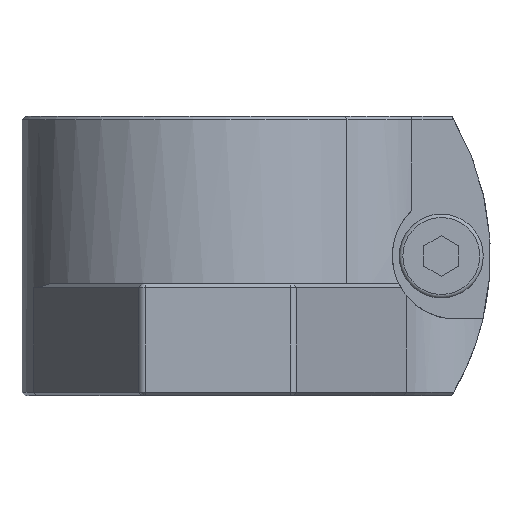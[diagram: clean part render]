
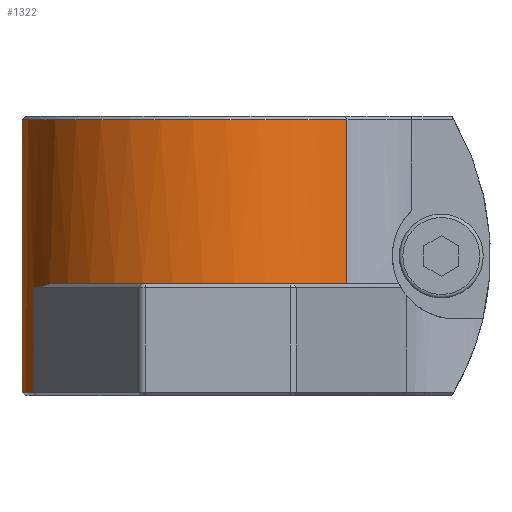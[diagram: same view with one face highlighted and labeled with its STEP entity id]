
A CAD part, left-side view. The second image highlights one B-rep face of the part: STEP entity #1322.
In plain terms, the highlighted cylindrical face has radius 28 mm (diameter 56 mm), a partial arc.
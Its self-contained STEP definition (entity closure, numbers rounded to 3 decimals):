
#21=ELLIPSE('',#1488,39.598,28.);
#22=ELLIPSE('',#1490,39.598,28.);
#81=CYLINDRICAL_SURFACE('',#1486,28.);
#123=LINE('',#2114,#229);
#162=LINE('',#2285,#268);
#164=LINE('',#2291,#270);
#165=LINE('',#2294,#271);
#229=VECTOR('',#1672,1000.);
#268=VECTOR('',#1809,1000.);
#270=VECTOR('',#1815,1000.);
#271=VECTOR('',#1818,1000.);
#504=ORIENTED_EDGE('',*,*,#818,.T.);
#505=ORIENTED_EDGE('',*,*,#820,.T.);
#506=ORIENTED_EDGE('',*,*,#821,.F.);
#507=ORIENTED_EDGE('',*,*,#822,.F.);
#508=ORIENTED_EDGE('',*,*,#781,.F.);
#509=ORIENTED_EDGE('',*,*,#823,.F.);
#510=ORIENTED_EDGE('',*,*,#824,.T.);
#511=ORIENTED_EDGE('',*,*,#741,.T.);
#512=ORIENTED_EDGE('',*,*,#730,.F.);
#513=ORIENTED_EDGE('',*,*,#825,.F.);
#730=EDGE_CURVE('',#908,#909,#1003,.F.);
#741=EDGE_CURVE('',#915,#909,#123,.T.);
#781=EDGE_CURVE('',#947,#948,#1023,.F.);
#818=EDGE_CURVE('',#975,#974,#162,.T.);
#820=EDGE_CURVE('',#974,#976,#1037,.T.);
#821=EDGE_CURVE('',#977,#976,#164,.T.);
#822=EDGE_CURVE('',#948,#977,#21,.F.);
#823=EDGE_CURVE('',#978,#947,#165,.T.);
#824=EDGE_CURVE('',#978,#915,#1038,.F.);
#825=EDGE_CURVE('',#975,#908,#22,.F.);
#908=VERTEX_POINT('',#2084);
#909=VERTEX_POINT('',#2086);
#915=VERTEX_POINT('',#2115);
#947=VERTEX_POINT('',#2206);
#948=VERTEX_POINT('',#2208);
#974=VERTEX_POINT('',#2284);
#975=VERTEX_POINT('',#2286);
#976=VERTEX_POINT('',#2290);
#977=VERTEX_POINT('',#2292);
#978=VERTEX_POINT('',#2295);
#1003=CIRCLE('',#1429,28.);
#1023=CIRCLE('',#1461,28.);
#1037=CIRCLE('',#1487,28.);
#1038=CIRCLE('',#1489,28.);
#1099=EDGE_LOOP('',(#504,#505,#506,#507,#508,#509,#510,#511,#512,#513));
#1197=FACE_BOUND('',#1099,.T.);
#1322=ADVANCED_FACE('',(#1197),#81,.T.);
#1429=AXIS2_PLACEMENT_3D('',#2085,#1651,#1652);
#1461=AXIS2_PLACEMENT_3D('',#2207,#1738,#1739);
#1486=AXIS2_PLACEMENT_3D('',#2288,#1811,#1812);
#1487=AXIS2_PLACEMENT_3D('',#2289,#1813,#1814);
#1488=AXIS2_PLACEMENT_3D('',#2293,#1816,#1817);
#1489=AXIS2_PLACEMENT_3D('',#2296,#1819,#1820);
#1490=AXIS2_PLACEMENT_3D('',#2297,#1821,#1822);
#1651=DIRECTION('',(0.,0.,1.));
#1652=DIRECTION('',(1.,0.,0.));
#1672=DIRECTION('',(0.,0.,-1.));
#1738=DIRECTION('',(0.,0.,1.));
#1739=DIRECTION('',(1.,0.,0.));
#1809=DIRECTION('',(0.,0.,-1.));
#1811=DIRECTION('',(0.,0.,-1.));
#1812=DIRECTION('',(-1.,0.,0.));
#1813=DIRECTION('',(0.,0.,1.));
#1814=DIRECTION('',(1.,0.,0.));
#1815=DIRECTION('',(0.,0.,-1.));
#1816=DIRECTION('',(-0.245,0.663,0.707));
#1817=DIRECTION('',(-0.245,0.663,-0.707));
#1818=DIRECTION('',(0.,0.,-1.));
#1819=DIRECTION('',(0.,0.,1.));
#1820=DIRECTION('',(1.,0.,0.));
#1821=DIRECTION('',(0.245,0.663,0.707));
#1822=DIRECTION('',(0.245,0.663,-0.707));
#2084=CARTESIAN_POINT('',(14.476,23.968,16.));
#2085=CARTESIAN_POINT('',(0.,0.,16.));
#2086=CARTESIAN_POINT('',(21.,-18.52,16.));
#2114=CARTESIAN_POINT('',(21.,-18.52,40.));
#2115=CARTESIAN_POINT('',(21.,-18.52,39.5));
#2206=CARTESIAN_POINT('',(-21.,-18.52,16.));
#2207=CARTESIAN_POINT('',(0.,0.,16.));
#2208=CARTESIAN_POINT('',(-14.476,23.968,16.));
#2284=CARTESIAN_POINT('',(9.708,26.263,0.5));
#2285=CARTESIAN_POINT('',(9.708,26.263,16.));
#2286=CARTESIAN_POINT('',(9.708,26.263,15.5));
#2288=CARTESIAN_POINT('',(0.,0.,16.));
#2289=CARTESIAN_POINT('',(0.,0.,0.5));
#2290=CARTESIAN_POINT('',(-9.708,26.263,0.5));
#2291=CARTESIAN_POINT('',(-9.708,26.263,16.));
#2292=CARTESIAN_POINT('',(-9.708,26.263,15.5));
#2293=CARTESIAN_POINT('',(0.,0.,43.5));
#2294=CARTESIAN_POINT('',(-21.,-18.52,40.));
#2295=CARTESIAN_POINT('',(-21.,-18.52,39.5));
#2296=CARTESIAN_POINT('',(0.,0.,39.5));
#2297=CARTESIAN_POINT('',(0.,0.,43.5));
